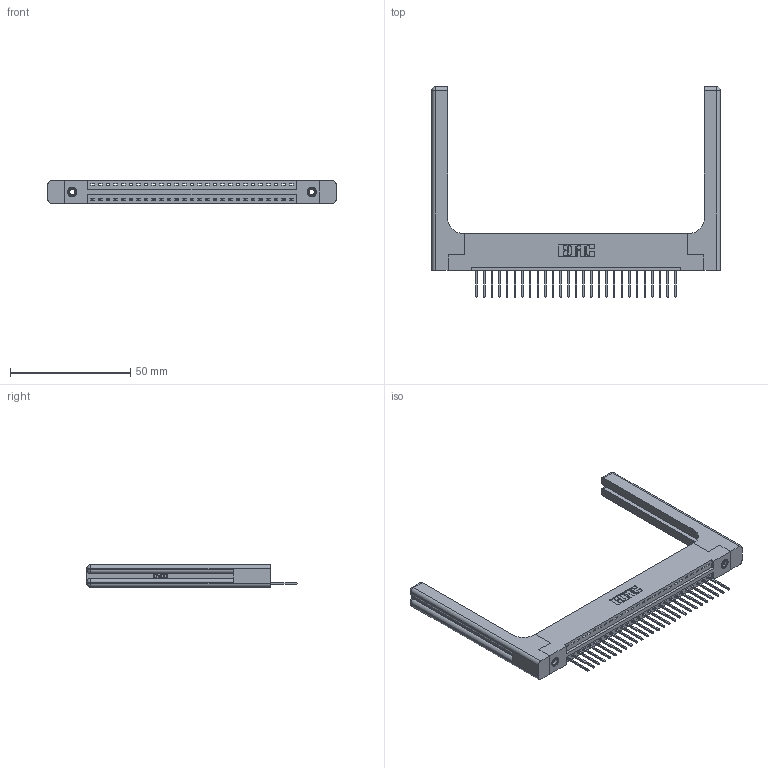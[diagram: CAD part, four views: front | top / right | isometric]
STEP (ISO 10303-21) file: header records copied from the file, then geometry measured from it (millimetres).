
FILE_DESCRIPTION (( 'STEP AP203' ), '1' );
FILE_NAME ('346-027-522-158.STEP', '2022-05-06T04:33:03', ( '' ), ( '' ), 'SwSTEP 2.0', 'SolidWorks 2020', '' );
FILE_SCHEMA (( 'CONFIG_CONTROL_DESIGN' ));
Length unit declared in the file: inch
Products named in the file (5): 345-292-001_345-293-122; 345-250-001_345-250-001-102; 346-220-058_345-220-058; 346 Part_Flush Mounting Lugs - 0.156 Dia-TH; 346-027-522-158
Assembly tree (32 placements, depth 2):
  346-027-522-158
    346 Part_Flush Mounting Lugs - 0.156 Dia-TH
    345-292-001_345-293-122  x27
    345-250-001_345-250-001-102  x2
    346-220-058_345-220-058  x2
Bounding box: 119.79 x 87.38 x 9.4 mm (x, y, z)
Volume: 18866.5 mm3; surface area: 19323 mm2
Topology: 32 solids, 32 shells, 1958 faces, 5783 edges, 3798 vertices
Faces by surface type: plane 1318, cylinder 580, bspline 36, cone 12, sphere 8, torus 4
Entity records: 24392 total; most frequent: CARTESIAN_POINT 5168, ORIENTED_EDGE 3924, DIRECTION 3508, EDGE_CURVE 1962, LINE 1630, VECTOR 1630, VERTEX_POINT 1298, AXIS2_PLACEMENT_3D 939
